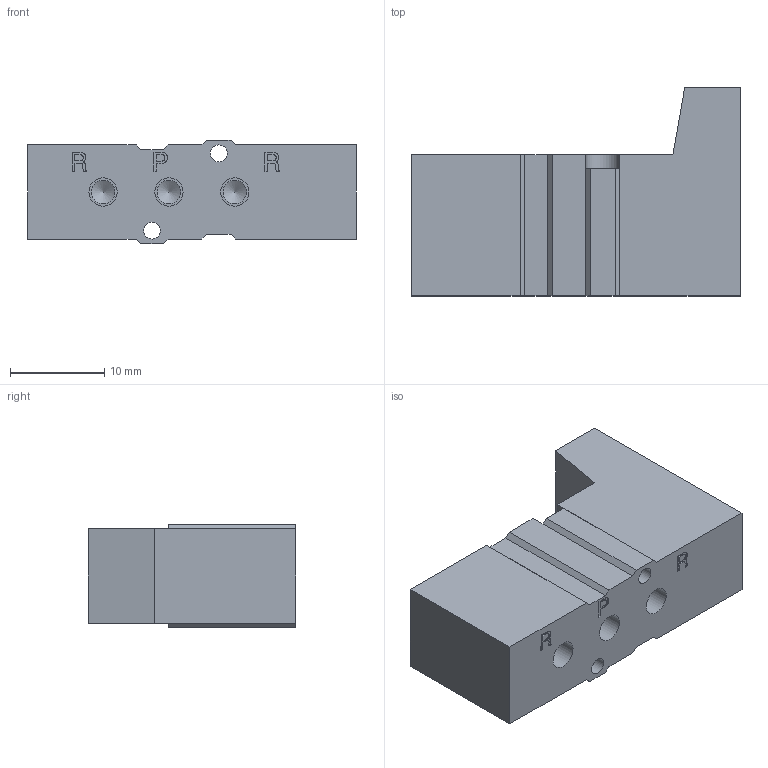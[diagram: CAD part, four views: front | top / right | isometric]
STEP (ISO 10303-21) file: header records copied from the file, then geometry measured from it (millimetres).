
FILE_DESCRIPTION(/* description */ (''),/* implementation_level */ '2;1');
FILE_NAME(/* name */ 'Valve Body.ipt.step',/* time_stamp */ '2020-04-16T23:14:04-04:00',/* author */ ('Jordan'),/* organization */ (''),/* preprocessor_version */ 'ST-DEVELOPER v17',/* originating_system */ 'Autodesk Inventor 2019',/* authorisation */ '');
FILE_SCHEMA (('AUTOMOTIVE_DESIGN { 1 0 10303 214 3 1 1 }'));
Length unit declared in the file: millimetre
Products named in the file (1): Valve Body
Bounding box: 34.9 x 22.1 x 11 mm (x, y, z)
Volume: 5310.8 mm3; surface area: 2864 mm2
Topology: 1 solids, 1 shells, 163 faces, 442 edges, 300 vertices
Faces by surface type: plane 103, bspline 32, cylinder 19, cone 9
Full cylindrical faces by diameter (mm): 1.6 x2, 1.8 x2, 2 x2, 2.5 x5, 3 x5, 3.3 x1
Entity records: 6773 total; most frequent: CARTESIAN_POINT 2771, ORIENTED_EDGE 870, DIRECTION 704, EDGE_CURVE 435, LINE 302, VECTOR 302, VERTEX_POINT 300, AXIS2_PLACEMENT_3D 201
